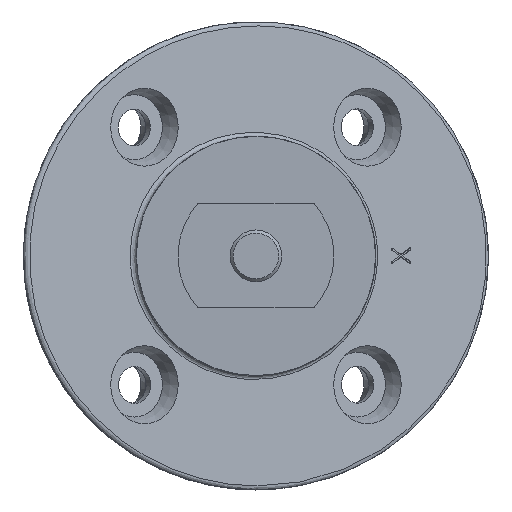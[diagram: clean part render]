
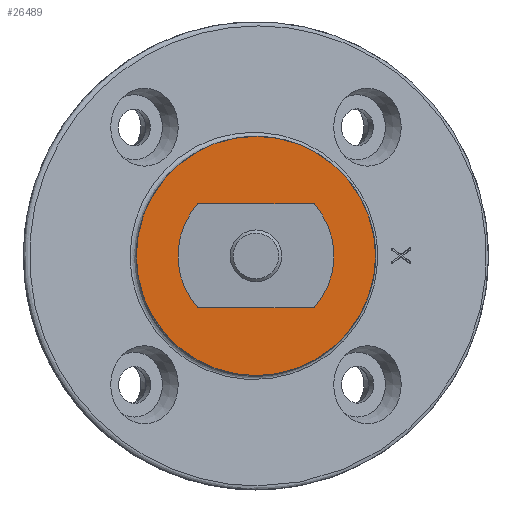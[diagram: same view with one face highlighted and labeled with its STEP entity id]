
A CAD part, front view. The second image highlights one B-rep face of the part: STEP entity #26489.
In plain terms, the highlighted planar face has unit normal (0, -1, 0).
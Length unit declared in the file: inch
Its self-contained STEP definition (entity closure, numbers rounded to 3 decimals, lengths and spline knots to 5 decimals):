
#2179 = ORIENTED_EDGE ( 'NONE', *, *, #53858, .F. ) ;
#2726 = CARTESIAN_POINT ( 'NONE',  ( 0., 0., 0. ) ) ;
#9692 = DIRECTION ( 'NONE',  ( 0., -1., 0. ) ) ;
#17080 = VERTEX_POINT ( 'NONE', #44041 ) ;
#19279 = CARTESIAN_POINT ( 'NONE',  ( -0.55902, 0., 0.5 ) ) ;
#19332 = CIRCLE ( 'NONE', #66729, 1.15 ) ;
#26489 = ADVANCED_FACE ( 'NONE', ( #38644, #66576 ), #102959, .T. ) ;
#27323 = DIRECTION ( 'NONE',  ( 0., -1., 0. ) ) ;
#29086 = DIRECTION ( 'NONE',  ( 0., 0., -1. ) ) ;
#29225 = LINE ( 'NONE', #65453, #62627 ) ;
#30959 = DIRECTION ( 'NONE',  ( -1., 0., 0. ) ) ;
#34796 = AXIS2_PLACEMENT_3D ( 'NONE', #109128, #9692, #107965 ) ;
#35584 = EDGE_CURVE ( 'NONE', #17080, #93853, #78517, .T. ) ;
#36334 = CIRCLE ( 'NONE', #110541, 0.75 ) ;
#37780 = VERTEX_POINT ( 'NONE', #97367 ) ;
#38644 = FACE_BOUND ( 'NONE', #75406, .T. ) ;
#38837 = EDGE_LOOP ( 'NONE', ( #98479 ) ) ;
#44041 = CARTESIAN_POINT ( 'NONE',  ( 0.55902, 0., -0.5 ) ) ;
#44684 = VECTOR ( 'NONE', #106280, 39.37008 ) ;
#53858 = EDGE_CURVE ( 'NONE', #114319, #37780, #36334, .T. ) ;
#57912 = CARTESIAN_POINT ( 'NONE',  ( 0.55902, 0., 0.5 ) ) ;
#59368 = CARTESIAN_POINT ( 'NONE',  ( 1.15, 0., 0. ) ) ;
#62627 = VECTOR ( 'NONE', #30959, 39.37008 ) ;
#63340 = ORIENTED_EDGE ( 'NONE', *, *, #95165, .T. ) ;
#65453 = CARTESIAN_POINT ( 'NONE',  ( 1.15, 0., -0.5 ) ) ;
#66576 = FACE_OUTER_BOUND ( 'NONE', #38837, .T. ) ;
#66729 = AXIS2_PLACEMENT_3D ( 'NONE', #2726, #91957, #73466 ) ;
#67755 = DIRECTION ( 'NONE',  ( 0., -1., 0. ) ) ;
#68620 = AXIS2_PLACEMENT_3D ( 'NONE', #59368, #67755, #94582 ) ;
#71026 = LINE ( 'NONE', #107464, #44684 ) ;
#73466 = DIRECTION ( 'NONE',  ( 0., 0., -1. ) ) ;
#75406 = EDGE_LOOP ( 'NONE', ( #83084, #63340, #2179, #76775 ) ) ;
#76775 = ORIENTED_EDGE ( 'NONE', *, *, #89086, .T. ) ;
#78517 = CIRCLE ( 'NONE', #34796, 0.75 ) ;
#78607 = VERTEX_POINT ( 'NONE', #88128 ) ;
#81472 = CARTESIAN_POINT ( 'NONE',  ( 0., 0., 0. ) ) ;
#83084 = ORIENTED_EDGE ( 'NONE', *, *, #35584, .F. ) ;
#88128 = CARTESIAN_POINT ( 'NONE',  ( 0., 0., -1.15 ) ) ;
#89086 = EDGE_CURVE ( 'NONE', #114319, #93853, #71026, .T. ) ;
#91957 = DIRECTION ( 'NONE',  ( 0., -1., 0. ) ) ;
#93853 = VERTEX_POINT ( 'NONE', #57912 ) ;
#94582 = DIRECTION ( 'NONE',  ( 0., 0., -1. ) ) ;
#95165 = EDGE_CURVE ( 'NONE', #17080, #37780, #29225, .T. ) ;
#97367 = CARTESIAN_POINT ( 'NONE',  ( -0.55902, 0., -0.5 ) ) ;
#98040 = EDGE_CURVE ( 'NONE', #78607, #78607, #19332, .T. ) ;
#98479 = ORIENTED_EDGE ( 'NONE', *, *, #98040, .T. ) ;
#102959 = PLANE ( 'NONE',  #68620 ) ;
#106280 = DIRECTION ( 'NONE',  ( 1., 0., 0. ) ) ;
#107464 = CARTESIAN_POINT ( 'NONE',  ( 1.15, 0., 0.5 ) ) ;
#107965 = DIRECTION ( 'NONE',  ( 0., 0., -1. ) ) ;
#109128 = CARTESIAN_POINT ( 'NONE',  ( 0., 0., 0. ) ) ;
#110541 = AXIS2_PLACEMENT_3D ( 'NONE', #81472, #27323, #29086 ) ;
#114319 = VERTEX_POINT ( 'NONE', #19279 ) ;
